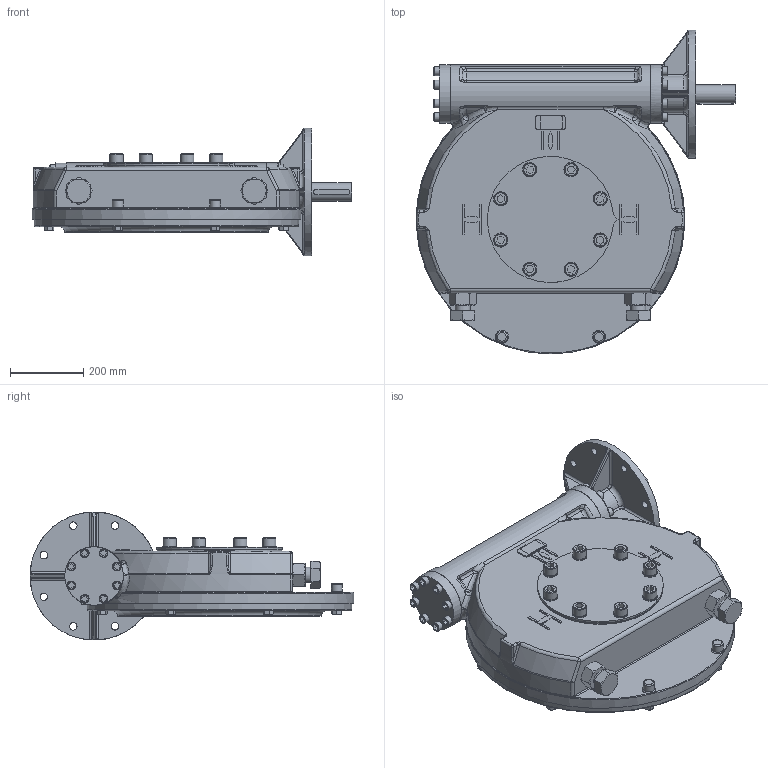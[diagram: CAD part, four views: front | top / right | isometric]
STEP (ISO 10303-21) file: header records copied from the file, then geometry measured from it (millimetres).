
FILE_DESCRIPTION(/* description */ ('Unknown'),/* implementation_level */ '2;1');
FILE_NAME(/* name */ 'PUB-IW10FB-F30-F40',/* time_stamp */ '2016-07-06T14:54:36+01:00',/* author */ ('Unknown'),/* organization */ ('Unknown'),/* preprocessor_version */ 'ST-DEVELOPER v16',/* originating_system */ 'DEX',/* authorisation */ $);
FILE_SCHEMA (('AUTOMOTIVE_DESIGN {1 0 10303 214 3 1 1}'));
Length unit declared in the file: millimetre
Products named in the file (1): PUB-IW10FB-F30-F40
Bounding box: 874.11 x 885.4 x 350 mm (x, y, z)
Surface area: 2200816.6 mm2 (no closed solid volume)
Topology: 0 solids, 78 shells, 855 faces, 2292 edges, 1503 vertices
Faces by surface type: plane 418, cylinder 146, cone 121, bspline 106, torus 42, sphere 22
Full cylindrical faces by diameter (mm): 8.5 x1, 17 x8, 20.5 x8, 24 x16, 30 x2, 31.67 x8, 36.39 x8, 39 x8, 42 x2, 50 x1, 160 x3, 230.1 x1, 250 x1, 340 x1, 350 x1
Entity records: 41157 total; most frequent: CARTESIAN_POINT 19900, ORIENTED_EDGE 3773, DIRECTION 3674, EDGE_CURVE 2103, VERTEX_POINT 1448, AXIS2_PLACEMENT_3D 1420, FACE_BOUND 1139, EDGE_LOOP 1138
